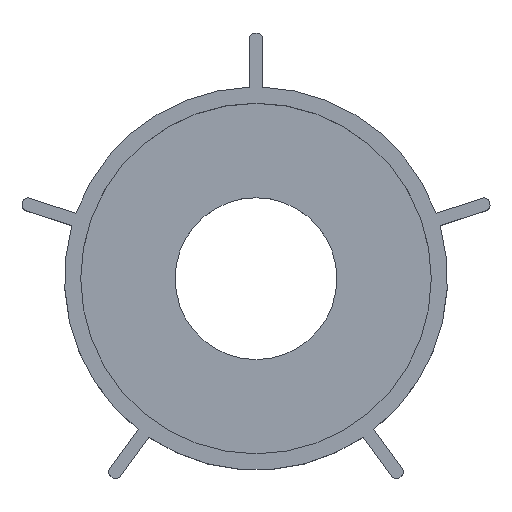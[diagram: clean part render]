
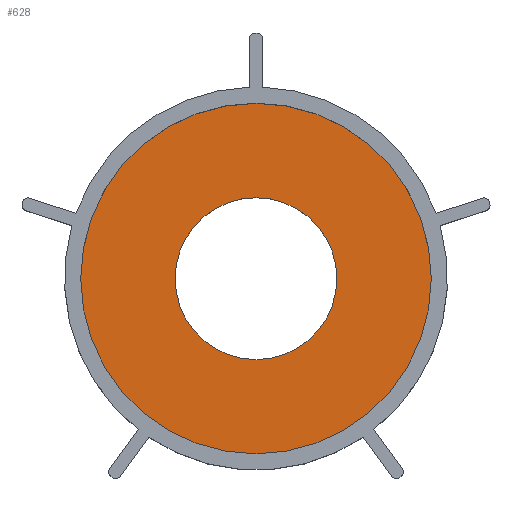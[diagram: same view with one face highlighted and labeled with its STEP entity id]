
A CAD part, top view. The second image highlights one B-rep face of the part: STEP entity #628.
In plain terms, the highlighted planar face has unit normal (0, 0, 1).
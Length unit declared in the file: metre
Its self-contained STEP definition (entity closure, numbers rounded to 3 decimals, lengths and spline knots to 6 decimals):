
#132=PLANE('',#678);
#152=ORIENTED_EDGE('',*,*,#338,.F.);
#153=ORIENTED_EDGE('',*,*,#340,.F.);
#338=EDGE_CURVE('',#432,#432,#496,.T.);
#340=EDGE_CURVE('',#434,#434,#498,.F.);
#432=VERTEX_POINT('',#947);
#434=VERTEX_POINT('',#952);
#496=CIRCLE('',#676,0.0075);
#498=CIRCLE('',#679,0.01625);
#532=EDGE_LOOP('',(#152));
#533=EDGE_LOOP('',(#153));
#572=FACE_BOUND('',#532,.T.);
#573=FACE_BOUND('',#533,.T.);
#628=ADVANCED_FACE('',(#572,#573),#132,.T.);
#676=AXIS2_PLACEMENT_3D('',#946,#748,#749);
#678=AXIS2_PLACEMENT_3D('',#950,#752,#753);
#679=AXIS2_PLACEMENT_3D('',#951,#754,#755);
#748=DIRECTION('',(0.,0.,1.));
#749=DIRECTION('',(1.,0.,0.));
#752=DIRECTION('',(0.,0.,1.));
#753=DIRECTION('',(1.,0.,0.));
#754=DIRECTION('',(0.,0.,1.));
#755=DIRECTION('',(1.,0.,0.));
#946=CARTESIAN_POINT('',(0.,0.,0.003));
#947=CARTESIAN_POINT('',(0.0075,0.,0.003));
#950=CARTESIAN_POINT('',(0.,0.002095,0.003));
#951=CARTESIAN_POINT('',(0.,0.,0.003));
#952=CARTESIAN_POINT('',(0.01625,0.,0.003));
